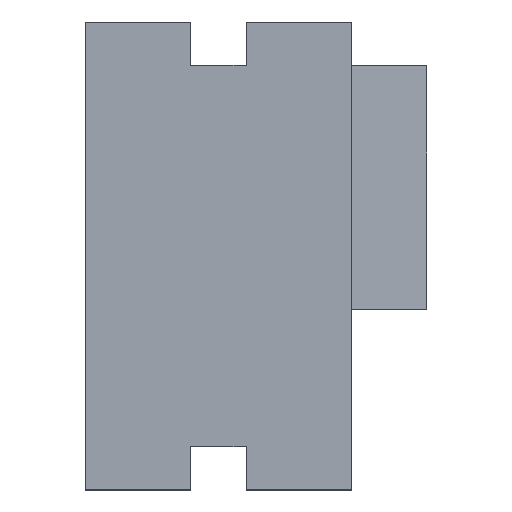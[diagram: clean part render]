
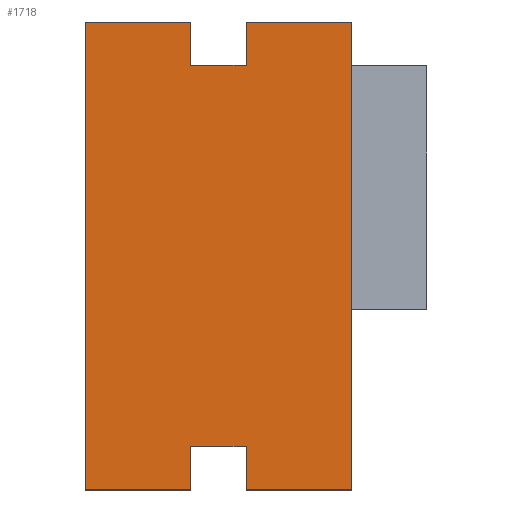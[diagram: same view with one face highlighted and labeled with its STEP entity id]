
A CAD part, top view. The second image highlights one B-rep face of the part: STEP entity #1718.
In plain terms, the highlighted planar face has unit normal (0, 0, 1).
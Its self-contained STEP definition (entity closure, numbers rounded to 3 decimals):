
#48 = LINE ( 'NONE', #2224, #1758 ) ;
#101 = CARTESIAN_POINT ( 'NONE',  ( -1.95, 29.95, 9.4 ) ) ;
#110 = CARTESIAN_POINT ( 'NONE',  ( -9.4, 33., 9.4 ) ) ;
#132 = CARTESIAN_POINT ( 'NONE',  ( -9.4, 33., 9.4 ) ) ;
#186 = PLANE ( 'NONE',  #269 ) ;
#219 = CARTESIAN_POINT ( 'NONE',  ( 1.95, 36.05, 9.4 ) ) ;
#229 = DIRECTION ( 'NONE',  ( 1., 0., 0. ) ) ;
#257 = CARTESIAN_POINT ( 'NONE',  ( -1.95, 33., 9.4 ) ) ;
#261 = DIRECTION ( 'NONE',  ( 0., -1., 0. ) ) ;
#269 = AXIS2_PLACEMENT_3D ( 'NONE', #132, #2494, #356 ) ;
#326 = ORIENTED_EDGE ( 'NONE', *, *, #1243, .F. ) ;
#337 = EDGE_LOOP ( 'NONE', ( #1956, #1190, #1106, #860, #1514, #1745, #1598, #731, #326, #1949, #735, #1759 ) ) ;
#356 = DIRECTION ( 'NONE',  ( -1., 0., 0. ) ) ;
#386 = CARTESIAN_POINT ( 'NONE',  ( 1.95, 3.05, 9.4 ) ) ;
#413 = LINE ( 'NONE', #219, #2079 ) ;
#421 = DIRECTION ( 'NONE',  ( 0., -1., 0. ) ) ;
#431 = LINE ( 'NONE', #1608, #1582 ) ;
#493 = LINE ( 'NONE', #101, #1375 ) ;
#494 = LINE ( 'NONE', #1151, #1453 ) ;
#506 = LINE ( 'NONE', #110, #2397 ) ;
#533 = VERTEX_POINT ( 'NONE', #386 ) ;
#570 = CARTESIAN_POINT ( 'NONE',  ( 1.95, 33., 9.4 ) ) ;
#627 = LINE ( 'NONE', #1209, #1575 ) ;
#632 = VECTOR ( 'NONE', #229, 1000. ) ;
#668 = LINE ( 'NONE', #1113, #1984 ) ;
#704 = CARTESIAN_POINT ( 'NONE',  ( -9.4, 0., 9.4 ) ) ;
#708 = VECTOR ( 'NONE', #2253, 1000. ) ;
#729 = EDGE_CURVE ( 'NONE', #2304, #533, #494, .T. ) ;
#731 = ORIENTED_EDGE ( 'NONE', *, *, #1160, .F. ) ;
#735 = ORIENTED_EDGE ( 'NONE', *, *, #2031, .T. ) ;
#803 = CARTESIAN_POINT ( 'NONE',  ( -1.95, 29.95, 9.4 ) ) ;
#827 = VERTEX_POINT ( 'NONE', #895 ) ;
#860 = ORIENTED_EDGE ( 'NONE', *, *, #1126, .F. ) ;
#891 = CARTESIAN_POINT ( 'NONE',  ( -9.4, 0., 9.4 ) ) ;
#895 = CARTESIAN_POINT ( 'NONE',  ( -1.95, 0., 9.4 ) ) ;
#900 = DIRECTION ( 'NONE',  ( 1., 0., 0. ) ) ;
#904 = DIRECTION ( 'NONE',  ( 1., 0., 0. ) ) ;
#998 = CARTESIAN_POINT ( 'NONE',  ( -9.4, 33., 9.4 ) ) ;
#1008 = VERTEX_POINT ( 'NONE', #803 ) ;
#1036 = CARTESIAN_POINT ( 'NONE',  ( 9.4, 33., 9.4 ) ) ;
#1106 = ORIENTED_EDGE ( 'NONE', *, *, #1264, .F. ) ;
#1113 = CARTESIAN_POINT ( 'NONE',  ( -1.95, 3.05, 9.4 ) ) ;
#1126 = EDGE_CURVE ( 'NONE', #1446, #1008, #627, .T. ) ;
#1151 = CARTESIAN_POINT ( 'NONE',  ( 1.95, 3.05, 9.4 ) ) ;
#1154 = EDGE_CURVE ( 'NONE', #2279, #1503, #506, .T. ) ;
#1160 = EDGE_CURVE ( 'NONE', #2161, #827, #668, .T. ) ;
#1177 = CARTESIAN_POINT ( 'NONE',  ( 1.95, 0., 9.4 ) ) ;
#1190 = ORIENTED_EDGE ( 'NONE', *, *, #2176, .F. ) ;
#1209 = CARTESIAN_POINT ( 'NONE',  ( -1.95, 36.05, 9.4 ) ) ;
#1243 = EDGE_CURVE ( 'NONE', #533, #2161, #2046, .T. ) ;
#1264 = EDGE_CURVE ( 'NONE', #1008, #2321, #493, .T. ) ;
#1287 = DIRECTION ( 'NONE',  ( 0., 1., 0. ) ) ;
#1375 = VECTOR ( 'NONE', #904, 1000. ) ;
#1442 = EDGE_CURVE ( 'NONE', #1860, #1446, #2215, .T. ) ;
#1445 = CARTESIAN_POINT ( 'NONE',  ( 1.95, 29.95, 9.4 ) ) ;
#1446 = VERTEX_POINT ( 'NONE', #257 ) ;
#1453 = VECTOR ( 'NONE', #2458, 1000. ) ;
#1503 = VERTEX_POINT ( 'NONE', #1036 ) ;
#1514 = ORIENTED_EDGE ( 'NONE', *, *, #1442, .F. ) ;
#1575 = VECTOR ( 'NONE', #261, 1000. ) ;
#1581 = LINE ( 'NONE', #2350, #632 ) ;
#1582 = VECTOR ( 'NONE', #1772, 1000. ) ;
#1598 = ORIENTED_EDGE ( 'NONE', *, *, #1782, .T. ) ;
#1608 = CARTESIAN_POINT ( 'NONE',  ( 9.4, 33., 9.4 ) ) ;
#1630 = VERTEX_POINT ( 'NONE', #704 ) ;
#1697 = DIRECTION ( 'NONE',  ( 0., -1., 0. ) ) ;
#1718 = ADVANCED_FACE ( 'NONE', ( #2519 ), #186, .F. ) ;
#1745 = ORIENTED_EDGE ( 'NONE', *, *, #2332, .T. ) ;
#1758 = VECTOR ( 'NONE', #421, 1000. ) ;
#1759 = ORIENTED_EDGE ( 'NONE', *, *, #1861, .F. ) ;
#1772 = DIRECTION ( 'NONE',  ( 0., -1., 0. ) ) ;
#1775 = DIRECTION ( 'NONE',  ( 1., 0., 0. ) ) ;
#1782 = EDGE_CURVE ( 'NONE', #1630, #827, #1581, .T. ) ;
#1857 = CARTESIAN_POINT ( 'NONE',  ( -1.95, 3.05, 9.4 ) ) ;
#1860 = VERTEX_POINT ( 'NONE', #2191 ) ;
#1861 = EDGE_CURVE ( 'NONE', #1503, #2464, #431, .T. ) ;
#1866 = LINE ( 'NONE', #891, #2158 ) ;
#1949 = ORIENTED_EDGE ( 'NONE', *, *, #729, .F. ) ;
#1956 = ORIENTED_EDGE ( 'NONE', *, *, #1154, .F. ) ;
#1984 = VECTOR ( 'NONE', #1697, 1000. ) ;
#2031 = EDGE_CURVE ( 'NONE', #2304, #2464, #1866, .T. ) ;
#2036 = VECTOR ( 'NONE', #1775, 1000. ) ;
#2046 = LINE ( 'NONE', #1857, #708 ) ;
#2079 = VECTOR ( 'NONE', #1287, 1000. ) ;
#2158 = VECTOR ( 'NONE', #900, 1000. ) ;
#2161 = VERTEX_POINT ( 'NONE', #2385 ) ;
#2176 = EDGE_CURVE ( 'NONE', #2321, #2279, #413, .T. ) ;
#2191 = CARTESIAN_POINT ( 'NONE',  ( -9.4, 33., 9.4 ) ) ;
#2215 = LINE ( 'NONE', #998, #2036 ) ;
#2224 = CARTESIAN_POINT ( 'NONE',  ( -9.4, 33., 9.4 ) ) ;
#2251 = CARTESIAN_POINT ( 'NONE',  ( 9.4, 0., 9.4 ) ) ;
#2253 = DIRECTION ( 'NONE',  ( -1., 0., 0. ) ) ;
#2279 = VERTEX_POINT ( 'NONE', #570 ) ;
#2304 = VERTEX_POINT ( 'NONE', #1177 ) ;
#2321 = VERTEX_POINT ( 'NONE', #1445 ) ;
#2332 = EDGE_CURVE ( 'NONE', #1860, #1630, #48, .T. ) ;
#2350 = CARTESIAN_POINT ( 'NONE',  ( -9.4, 0., 9.4 ) ) ;
#2385 = CARTESIAN_POINT ( 'NONE',  ( -1.95, 3.05, 9.4 ) ) ;
#2397 = VECTOR ( 'NONE', #2434, 1000. ) ;
#2434 = DIRECTION ( 'NONE',  ( 1., 0., 0. ) ) ;
#2458 = DIRECTION ( 'NONE',  ( 0., 1., 0. ) ) ;
#2464 = VERTEX_POINT ( 'NONE', #2251 ) ;
#2494 = DIRECTION ( 'NONE',  ( 0., 0., -1. ) ) ;
#2519 = FACE_OUTER_BOUND ( 'NONE', #337, .T. ) ;
